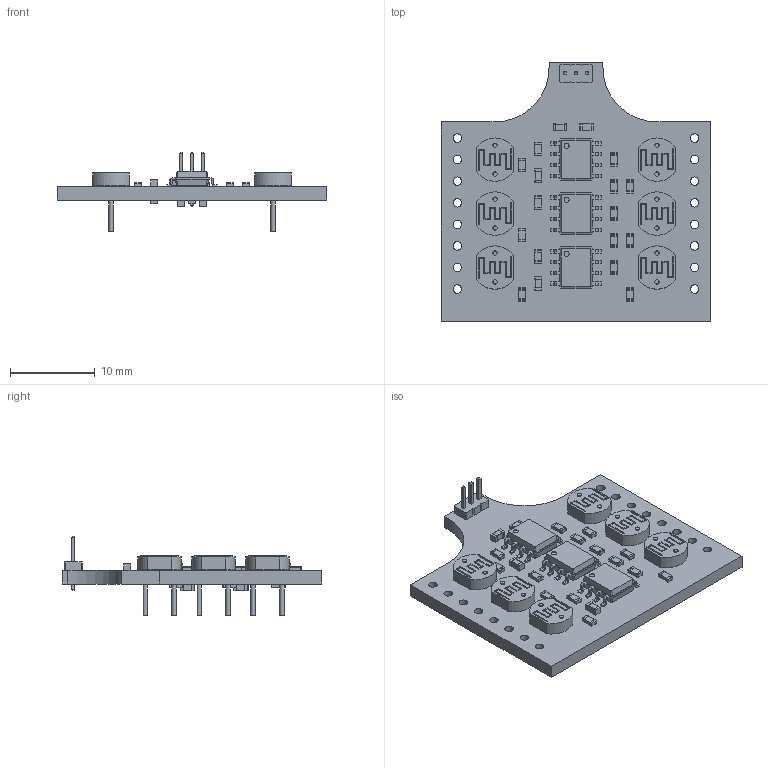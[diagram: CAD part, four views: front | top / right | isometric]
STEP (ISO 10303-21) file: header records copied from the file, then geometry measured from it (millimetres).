
FILE_DESCRIPTION(('FreeCAD Model'),'2;1');
FILE_NAME('Mu-Tron II_sp.step','2019-03-21T15:26:47',( 'kicad StepUp'),('ksu MCAD'),'Open CASCADE STEP processor 7.2', 'FreeCAD','Unknown');
FILE_SCHEMA(('AUTOMOTIVE_DESIGN { 1 0 10303 214 1 1 1 1 }'));
Length unit declared in the file: millimetre
Products named in the file (1): Mu-Tron_II_sp
Bounding box: 31.75 x 30.48 x 9.3 mm (x, y, z)
Volume: 1561.1 mm3; surface area: 2817.7 mm2
Topology: 41 solids, 41 shells, 1560 faces, 4035 edges, 2602 vertices
Faces by surface type: plane 1080, cylinder 384, bspline 96
Full cylindrical faces by diameter (mm): 0.5 x24, 0.6 x3, 0.65 x3, 0.8 x12, 1 x16
Entity records: 57844 total; most frequent: CARTESIAN_POINT 8582, ORIENTED_EDGE 8070, DIRECTION 7637, EDGE_CURVE 4035, LINE 3171, VECTOR 3171, VERTEX_POINT 2602, AXIS2_PLACEMENT_3D 2233
